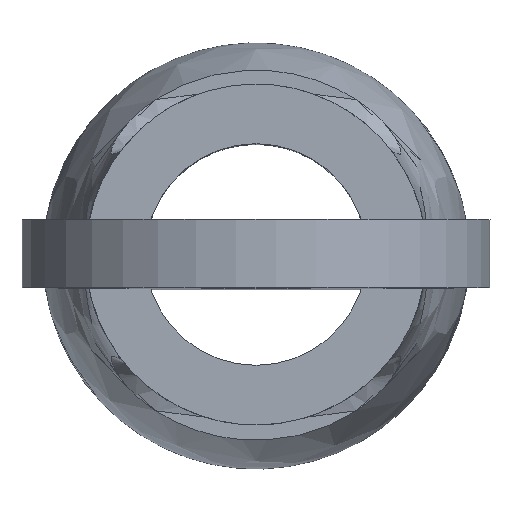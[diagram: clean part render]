
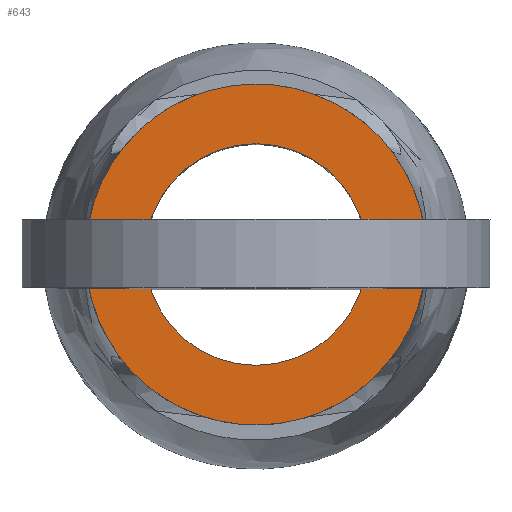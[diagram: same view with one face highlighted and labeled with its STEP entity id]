
A CAD part, top view. The second image highlights one B-rep face of the part: STEP entity #643.
In plain terms, the highlighted planar face has unit normal (0, 0, 1).
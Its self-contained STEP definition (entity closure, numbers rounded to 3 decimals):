
#619=AXIS2_PLACEMENT_3D('Plane Axis2P3D',#616,#617,#618) ;
#627=AXIS2_PLACEMENT_3D('Circle Axis2P3D',#625,#626,$) ;
#636=AXIS2_PLACEMENT_3D('Circle Axis2P3D',#634,#635,$) ;
#114=CARTESIAN_POINT('Vertex',(19.,0.2,10.)) ;
#141=CARTESIAN_POINT('Vertex',(23.,0.2,10.)) ;
#145=CARTESIAN_POINT('Control Point',(23.,0.2,10.)) ;
#146=CARTESIAN_POINT('Control Point',(23.,-0.062,10.)) ;
#147=CARTESIAN_POINT('Control Point',(22.896,-0.585,10.)) ;
#148=CARTESIAN_POINT('Control Point',(22.451,-1.251,10.)) ;
#149=CARTESIAN_POINT('Control Point',(21.785,-1.696,10.)) ;
#150=CARTESIAN_POINT('Control Point',(21.,-1.852,10.)) ;
#151=CARTESIAN_POINT('Control Point',(20.215,-1.696,10.)) ;
#152=CARTESIAN_POINT('Control Point',(19.549,-1.251,10.)) ;
#153=CARTESIAN_POINT('Control Point',(19.104,-0.585,10.)) ;
#154=CARTESIAN_POINT('Control Point',(19.,-0.062,10.)) ;
#155=CARTESIAN_POINT('Control Point',(19.,0.2,10.)) ;
#394=CARTESIAN_POINT('Control Point',(19.,0.2,10.)) ;
#395=CARTESIAN_POINT('Control Point',(19.,0.462,10.)) ;
#396=CARTESIAN_POINT('Control Point',(19.104,0.985,10.)) ;
#397=CARTESIAN_POINT('Control Point',(19.549,1.651,10.)) ;
#398=CARTESIAN_POINT('Control Point',(20.215,2.096,10.)) ;
#399=CARTESIAN_POINT('Control Point',(21.,2.252,10.)) ;
#400=CARTESIAN_POINT('Control Point',(21.785,2.096,10.)) ;
#401=CARTESIAN_POINT('Control Point',(22.451,1.651,10.)) ;
#402=CARTESIAN_POINT('Control Point',(22.896,0.985,10.)) ;
#403=CARTESIAN_POINT('Control Point',(23.,0.462,10.)) ;
#404=CARTESIAN_POINT('Control Point',(23.,0.2,10.)) ;
#616=CARTESIAN_POINT('Axis2P3D Location',(26.977,6.014,10.)) ;
#625=CARTESIAN_POINT('Axis2P3D Location',(21.,0.2,10.)) ;
#629=CARTESIAN_POINT('Vertex',(19.7,0.2,10.)) ;
#631=CARTESIAN_POINT('Vertex',(22.3,0.2,10.)) ;
#634=CARTESIAN_POINT('Axis2P3D Location',(21.,0.2,10.)) ;
#617=DIRECTION('Axis2P3D Direction',(0.,-0.,1.)) ;
#618=DIRECTION('Axis2P3D XDirection',(-1.,0.,0.)) ;
#626=DIRECTION('Axis2P3D Direction',(0.,-0.,1.)) ;
#635=DIRECTION('Axis2P3D Direction',(0.,-0.,1.)) ;
#622=ORIENTED_EDGE('',*,*,#405,.F.) ;
#623=ORIENTED_EDGE('',*,*,#156,.F.) ;
#640=ORIENTED_EDGE('',*,*,#633,.F.) ;
#641=ORIENTED_EDGE('',*,*,#638,.F.) ;
#642=FACE_BOUND('',#639,.T.) ;
#643=ADVANCED_FACE('ring cable lug m4: ring cable lug m4: ring cable lug m4',(#624,#642),#620,.T.) ;
#144=B_SPLINE_CURVE_WITH_KNOTS('',3,(#145,#146,#147,#148,#149,#150,#151,#152,#153,#154,#155),.UNSPECIFIED.,.F.,.U.,(4,1,1,1,1,1,1,1,4),(0.,0.889,1.778,2.668,3.557,4.446,5.335,6.225,7.114),.UNSPECIFIED.) ;
#393=B_SPLINE_CURVE_WITH_KNOTS('',3,(#394,#395,#396,#397,#398,#399,#400,#401,#402,#403,#404),.UNSPECIFIED.,.F.,.U.,(4,1,1,1,1,1,1,1,4),(7.114,8.003,8.892,9.781,10.671,11.56,12.449,13.338,14.228),.UNSPECIFIED.) ;
#628=CIRCLE('generated circle',#627,1.3) ;
#637=CIRCLE('generated circle',#636,1.3) ;
#156=EDGE_CURVE('',#142,#115,#144,.T.) ;
#405=EDGE_CURVE('',#115,#142,#393,.T.) ;
#633=EDGE_CURVE('',#630,#632,#628,.T.) ;
#638=EDGE_CURVE('',#632,#630,#637,.T.) ;
#621=EDGE_LOOP('',(#622,#623)) ;
#639=EDGE_LOOP('',(#640,#641)) ;
#624=FACE_OUTER_BOUND('',#621,.T.) ;
#620=PLANE('',#619) ;
#115=VERTEX_POINT('',#114) ;
#142=VERTEX_POINT('',#141) ;
#630=VERTEX_POINT('',#629) ;
#632=VERTEX_POINT('',#631) ;
